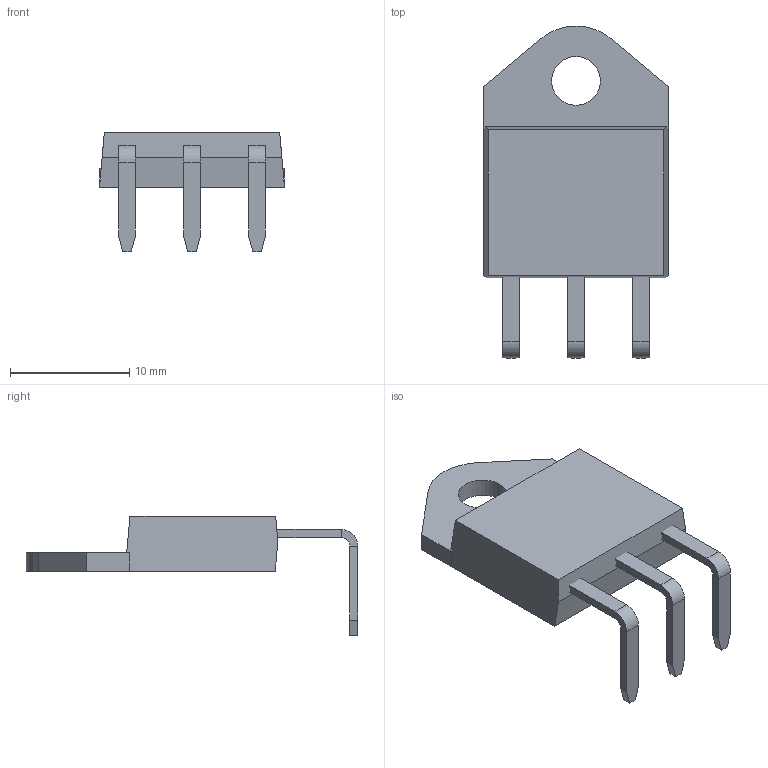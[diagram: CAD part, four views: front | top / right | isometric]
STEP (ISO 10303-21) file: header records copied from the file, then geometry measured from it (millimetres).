
FILE_DESCRIPTION(('STEP AP214'), '1');
FILE_NAME('TO-218AC-HB', '2017-08-27T19:31:36', ('Nobody'), (''), 'ASCON STEP Converter 1.3', 'ASCON Math Kernel', '');
FILE_SCHEMA(('AUTOMOTIVE_DESIGN { 1 0 10303 214 3 1 1}'));
Length unit declared in the file: millimetre
Bounding box: 15.5 x 27.81 x 10 mm (x, y, z)
Volume: 1042.9 mm3; surface area: 1373.7 mm2
Topology: 5 solids, 5 shells, 78 faces, 180 edges, 112 vertices
Faces by surface type: plane 70, cylinder 8
Full cylindrical faces by diameter (mm): 4.08 x1
Entity records: 2839 total; most frequent: CARTESIAN_POINT 370, ORIENTED_EDGE 358, DIRECTION 353, EDGE_CURVE 179, LINE 163, VECTOR 163, VERTEX_POINT 112, AXIS2_PLACEMENT_3D 95
